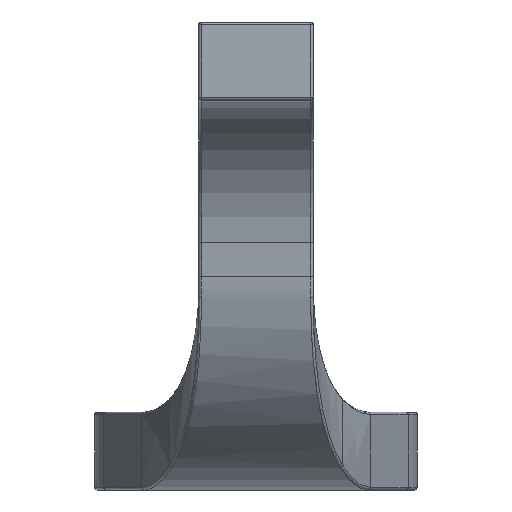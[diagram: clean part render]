
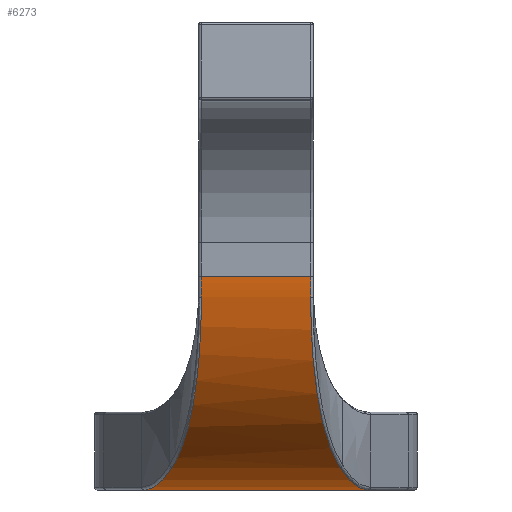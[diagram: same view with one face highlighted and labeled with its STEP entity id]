
A CAD part, left-side view. The second image highlights one B-rep face of the part: STEP entity #6273.
In plain terms, the highlighted cylindrical face has radius 45 mm (diameter 90 mm), a partial arc.
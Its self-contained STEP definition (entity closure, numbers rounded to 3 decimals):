
#624=CARTESIAN_POINT('',(-31.,-10.5,45.));
#625=DIRECTION('',(0.,1.,0.));
#626=DIRECTION('',(-0.984,0.,-0.177));
#627=AXIS2_PLACEMENT_3D('',#624,#625,#626);
#629=CARTESIAN_POINT('',(-50.158,-16.129,4.282));
#630=CARTESIAN_POINT('',(-52.017,-15.573,5.157));
#631=CARTESIAN_POINT('',(-55.614,-14.553,7.161));
#632=CARTESIAN_POINT('',(-60.538,-13.281,10.867));
#633=CARTESIAN_POINT('',(-64.904,-12.255,15.199));
#634=CARTESIAN_POINT('',(-68.633,-11.466,20.075));
#635=CARTESIAN_POINT('',(-71.664,-10.908,25.405));
#636=CARTESIAN_POINT('',(-73.942,-10.574,31.091));
#637=CARTESIAN_POINT('',(-74.934,-10.5,35.052));
#638=CARTESIAN_POINT('',(-75.293,-10.5,37.057));
#640=CARTESIAN_POINT('',(-31.,-21.474,0.));
#641=CARTESIAN_POINT('',(-33.199,-20.88,0.));
#642=CARTESIAN_POINT('',(-37.596,-19.692,
0.323));
#643=CARTESIAN_POINT('',(-44.051,-17.91,1.766));
#644=CARTESIAN_POINT('',(-48.168,-16.722,3.346));
#645=CARTESIAN_POINT('',(-50.158,-16.129,4.282));
#647=DIRECTION('',(0.,1.,0.));
#648=VECTOR('',#647,42.948);
#649=CARTESIAN_POINT('',(-31.,-21.474,0.));
#650=LINE('',#649,#648);
#651=CARTESIAN_POINT('',(-50.158,16.129,4.282));
#652=CARTESIAN_POINT('',(-48.168,16.722,3.346));
#653=CARTESIAN_POINT('',(-44.051,17.91,1.766));
#654=CARTESIAN_POINT('',(-37.596,19.692,0.323));
#655=CARTESIAN_POINT('',(-33.199,20.88,0.));
#656=CARTESIAN_POINT('',(-31.,21.474,0.));
#658=CARTESIAN_POINT('',(-75.293,10.5,37.057));
#659=CARTESIAN_POINT('',(-74.934,10.5,35.052));
#660=CARTESIAN_POINT('',(-73.942,10.574,31.091));
#661=CARTESIAN_POINT('',(-71.664,10.908,25.405));
#662=CARTESIAN_POINT('',(-68.633,11.466,20.075));
#663=CARTESIAN_POINT('',(-64.904,12.255,15.199));
#664=CARTESIAN_POINT('',(-60.538,13.281,10.867));
#665=CARTESIAN_POINT('',(-55.614,14.553,7.161));
#666=CARTESIAN_POINT('',(-52.017,15.573,5.157));
#667=CARTESIAN_POINT('',(-50.158,16.129,4.282));
#669=CARTESIAN_POINT('',(-31.,10.5,45.));
#670=DIRECTION('',(0.,-1.,0.));
#671=DIRECTION('',(-0.996,0.,-0.087));
#672=AXIS2_PLACEMENT_3D('',#669,#670,#671);
#678=DIRECTION('',(0.,1.,0.));
#679=VECTOR('',#678,21.);
#680=CARTESIAN_POINT('',(-75.829,-10.5,41.078));
#681=LINE('',#680,#679);
#5777=CARTESIAN_POINT('',(-31.,-21.474,0.));
#5778=VERTEX_POINT('',#5777);
#5779=CARTESIAN_POINT('',(-31.,21.474,0.));
#5780=VERTEX_POINT('',#5779);
#5781=CARTESIAN_POINT('',(-75.829,-10.5,41.078));
#5782=CARTESIAN_POINT('',(-75.829,10.5,41.078));
#5783=VERTEX_POINT('',#5781);
#5784=VERTEX_POINT('',#5782);
#5785=CARTESIAN_POINT('',(-75.293,-10.5,37.057));
#5786=VERTEX_POINT('',#5785);
#5787=VERTEX_POINT('',#629);
#5788=VERTEX_POINT('',#651);
#5789=VERTEX_POINT('',#658);
#6252=CARTESIAN_POINT('',(-31.,-31.,45.));
#6253=DIRECTION('',(0.,1.,0.));
#6254=DIRECTION('',(0.,0.,-1.));
#6255=AXIS2_PLACEMENT_3D('',#6252,#6253,#6254);
#6256=CYLINDRICAL_SURFACE('',#6255,45.);
#6258=ORIENTED_EDGE('',*,*,#6257,.F.);
#6260=ORIENTED_EDGE('',*,*,#6259,.F.);
#6262=ORIENTED_EDGE('',*,*,#6261,.F.);
#6263=ORIENTED_EDGE('',*,*,#6243,.F.);
#6264=ORIENTED_EDGE('',*,*,#5847,.T.);
#6266=ORIENTED_EDGE('',*,*,#6265,.F.);
#6268=ORIENTED_EDGE('',*,*,#6267,.F.);
#6270=ORIENTED_EDGE('',*,*,#6269,.F.);
#6271=EDGE_LOOP('',(#6258,#6260,#6262,#6263,#6264,#6266,#6268,#6270));
#6272=FACE_OUTER_BOUND('',#6271,.F.);
#628=CIRCLE('',#627,45.);
#639=B_SPLINE_CURVE_WITH_KNOTS('',3,(#629,#630,#631,#632,#633,#634,#635,#636,
#637,#638),.UNSPECIFIED.,.F.,.F.,(4,1,1,1,1,1,1,4),(0.,0.143,
0.286,0.429,0.571,0.714,
0.857,1.),.UNSPECIFIED.);
#646=B_SPLINE_CURVE_WITH_KNOTS('',3,(#640,#641,#642,#643,#644,#645),
.UNSPECIFIED.,.F.,.F.,(4,1,1,4),(0.,0.333,0.667,1.),
.UNSPECIFIED.);
#657=B_SPLINE_CURVE_WITH_KNOTS('',3,(#651,#652,#653,#654,#655,#656),
.UNSPECIFIED.,.F.,.F.,(4,1,1,4),(0.,0.333,0.667,1.),
.UNSPECIFIED.);
#668=B_SPLINE_CURVE_WITH_KNOTS('',3,(#658,#659,#660,#661,#662,#663,#664,#665,
#666,#667),.UNSPECIFIED.,.F.,.F.,(4,1,1,1,1,1,1,4),(0.,0.143,
0.286,0.429,0.571,0.714,
0.857,1.),.UNSPECIFIED.);
#673=CIRCLE('',#672,45.);
#5847=EDGE_CURVE('',#5778,#5780,#650,.T.);
#6243=EDGE_CURVE('',#5778,#5787,#646,.T.);
#6257=EDGE_CURVE('',#5783,#5784,#681,.T.);
#6259=EDGE_CURVE('',#5786,#5783,#628,.T.);
#6261=EDGE_CURVE('',#5787,#5786,#639,.T.);
#6265=EDGE_CURVE('',#5788,#5780,#657,.T.);
#6267=EDGE_CURVE('',#5789,#5788,#668,.T.);
#6269=EDGE_CURVE('',#5784,#5789,#673,.T.);
#6273=ADVANCED_FACE('',(#6272),#6256,.T.);
